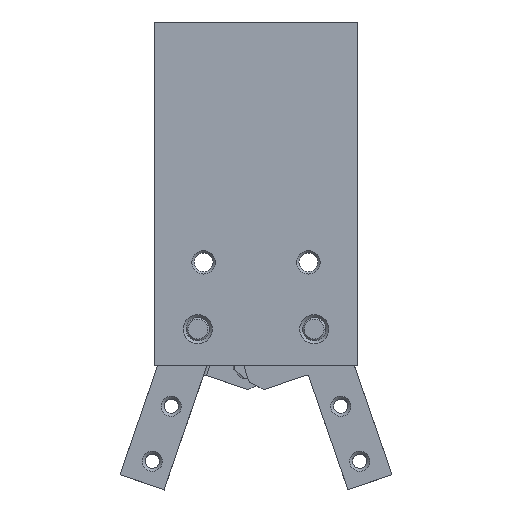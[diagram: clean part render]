
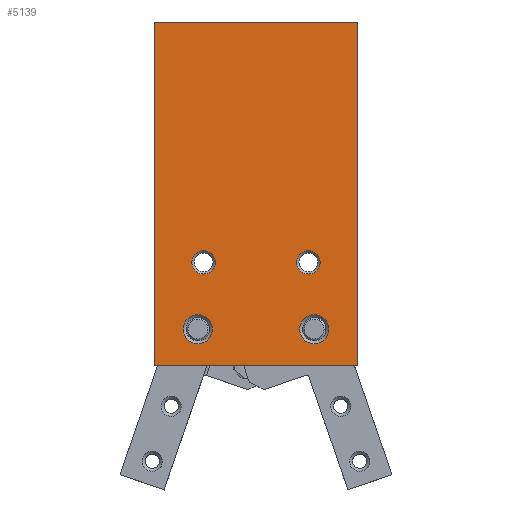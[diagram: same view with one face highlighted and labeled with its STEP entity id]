
A CAD part, top view. The second image highlights one B-rep face of the part: STEP entity #5139.
In plain terms, the highlighted planar face has unit normal (0, 0, 1).
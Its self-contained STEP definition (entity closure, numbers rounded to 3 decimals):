
#3813=CARTESIAN_POINT('',(17.5,-29.5,12.5));
#3814=VERTEX_POINT('',#3813);
#3821=CARTESIAN_POINT('',(-17.5,-29.5,12.5));
#3822=VERTEX_POINT('',#3821);
#3823=CARTESIAN_POINT('',(17.5,-29.5,12.5));
#3824=DIRECTION('',(-1.0,0.0,0.0));
#3825=VECTOR('',#3824,35.);
#3826=LINE('',#3823,#3825);
#3827=EDGE_CURVE('',#3814,#3822,#3826,.T.);
#4989=CARTESIAN_POINT('',(-7.5,-23.3,12.5));
#4990=VERTEX_POINT('',#4989);
#4991=CARTESIAN_POINT('',(-10.,-23.3,12.5));
#4992=DIRECTION('',(0.0,0.0,1.0));
#4993=DIRECTION('',(-1.0,0.0,0.0));
#4994=AXIS2_PLACEMENT_3D('',#4991,#4992,#4993);
#4995=CIRCLE('',#4994,2.5);
#4996=EDGE_CURVE('',#4990,#4990,#4995,.T.);
#5009=CARTESIAN_POINT('',(12.5,-23.3,12.5));
#5010=VERTEX_POINT('',#5009);
#5011=CARTESIAN_POINT('',(10.,-23.3,12.5));
#5012=DIRECTION('',(0.0,0.0,1.0));
#5013=DIRECTION('',(-1.0,0.0,0.0));
#5014=AXIS2_PLACEMENT_3D('',#5011,#5012,#5013);
#5015=CIRCLE('',#5014,2.5);
#5016=EDGE_CURVE('',#5010,#5010,#5015,.T.);
#5077=CARTESIAN_POINT('',(-6.979,-11.8,12.5));
#5078=VERTEX_POINT('',#5077);
#5079=CARTESIAN_POINT('',(-9.,-11.8,12.5));
#5080=DIRECTION('',(0.0,0.0,1.0));
#5081=DIRECTION('',(-1.0,0.0,0.0));
#5082=AXIS2_PLACEMENT_3D('',#5079,#5080,#5081);
#5083=CIRCLE('',#5082,2.021);
#5084=EDGE_CURVE('',#5078,#5078,#5083,.T.);
#5089=CARTESIAN_POINT('',(0.0,0.,12.5));
#5090=DIRECTION('',(0.0,0.0,1.0));
#5091=DIRECTION('',(1.0,0.0,0.0));
#5092=AXIS2_PLACEMENT_3D('',#5089,#5090,#5091);
#5093=PLANE('',#5092);
#5094=CARTESIAN_POINT('',(17.5,29.5,12.5));
#5095=VERTEX_POINT('',#5094);
#5096=CARTESIAN_POINT('',(17.5,29.5,12.5));
#5097=DIRECTION('',(0.0,-1.0,0.0));
#5098=VECTOR('',#5097,59.0);
#5099=LINE('',#5096,#5098);
#5100=EDGE_CURVE('',#5095,#3814,#5099,.T.);
#5101=ORIENTED_EDGE('',*,*,#5100,.F.);
#5102=CARTESIAN_POINT('',(-17.5,29.5,12.5));
#5103=VERTEX_POINT('',#5102);
#5104=CARTESIAN_POINT('',(-17.5,29.5,12.5));
#5105=DIRECTION('',(1.0,0.0,0.0));
#5106=VECTOR('',#5105,35.);
#5107=LINE('',#5104,#5106);
#5108=EDGE_CURVE('',#5103,#5095,#5107,.T.);
#5109=ORIENTED_EDGE('',*,*,#5108,.F.);
#5110=CARTESIAN_POINT('',(-17.5,-29.5,12.5));
#5111=DIRECTION('',(0.0,1.0,0.0));
#5112=VECTOR('',#5111,59.0);
#5113=LINE('',#5110,#5112);
#5114=EDGE_CURVE('',#3822,#5103,#5113,.T.);
#5115=ORIENTED_EDGE('',*,*,#5114,.F.);
#5116=ORIENTED_EDGE('',*,*,#3827,.F.);
#5117=EDGE_LOOP('',(#5101,#5109,#5115,#5116));
#5118=FACE_OUTER_BOUND('',#5117,.T.);
#5119=ORIENTED_EDGE('',*,*,#5084,.F.);
#5120=EDGE_LOOP('',(#5119));
#5121=FACE_BOUND('',#5120,.T.);
#5122=ORIENTED_EDGE('',*,*,#4996,.F.);
#5123=EDGE_LOOP('',(#5122));
#5124=FACE_BOUND('',#5123,.T.);
#5125=ORIENTED_EDGE('',*,*,#5016,.F.);
#5126=EDGE_LOOP('',(#5125));
#5127=FACE_BOUND('',#5126,.T.);
#5128=CARTESIAN_POINT('',(11.021,-11.8,12.5));
#5129=VERTEX_POINT('',#5128);
#5130=CARTESIAN_POINT('',(9.,-11.8,12.5));
#5131=DIRECTION('',(0.0,0.0,1.0));
#5132=DIRECTION('',(-1.0,0.0,0.0));
#5133=AXIS2_PLACEMENT_3D('',#5130,#5131,#5132);
#5134=CIRCLE('',#5133,2.021);
#5135=EDGE_CURVE('',#5129,#5129,#5134,.T.);
#5136=ORIENTED_EDGE('',*,*,#5135,.F.);
#5137=EDGE_LOOP('',(#5136));
#5138=FACE_BOUND('',#5137,.T.);
#5139=ADVANCED_FACE('',(#5118,#5121,#5124,#5127,#5138),#5093,.T.);
